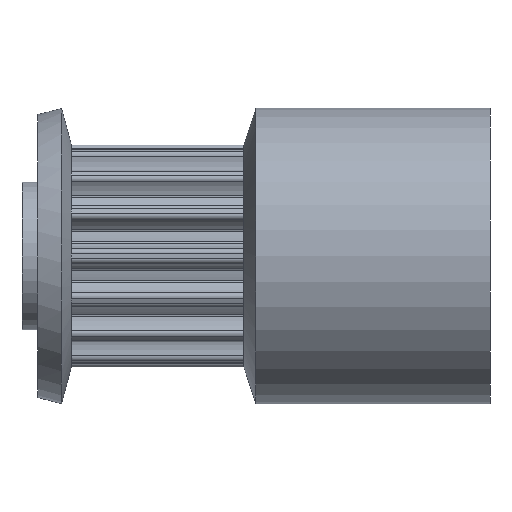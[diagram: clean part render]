
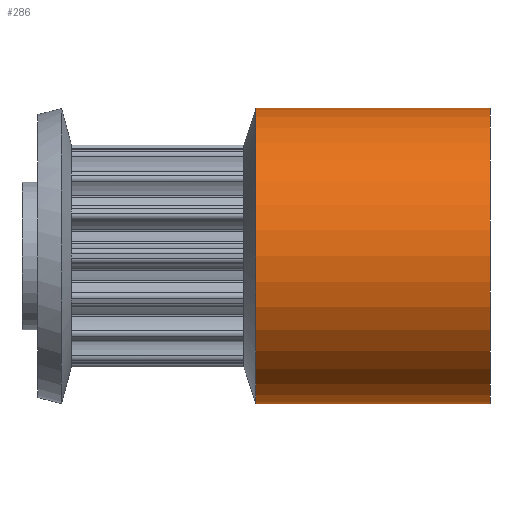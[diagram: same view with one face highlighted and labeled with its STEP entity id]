
A CAD part, front view. The second image highlights one B-rep face of the part: STEP entity #286.
In plain terms, the highlighted cylindrical face has radius 6 mm (diameter 12 mm), a full revolution.
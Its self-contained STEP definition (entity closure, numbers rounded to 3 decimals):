
#286 = ADVANCED_FACE( '', ( #622, #623 ), #624, .T. );
#622 = FACE_OUTER_BOUND( '', #983, .T. );
#623 = FACE_OUTER_BOUND( '', #984, .T. );
#624 = CYLINDRICAL_SURFACE( '', #985, 6. );
#983 = EDGE_LOOP( '', ( #2277 ) );
#984 = EDGE_LOOP( '', ( #2278 ) );
#985 = AXIS2_PLACEMENT_3D( '', #2279, #2280, #2281 );
#2277 = ORIENTED_EDGE( '', *, *, #2451, .F. );
#2278 = ORIENTED_EDGE( '', *, *, #2863, .T. );
#2279 = CARTESIAN_POINT( '', ( 19., 0., 0. ) );
#2280 = DIRECTION( '', ( -1., 0., 0. ) );
#2281 = DIRECTION( '', ( 0., 0., -1. ) );
#2451 = EDGE_CURVE( '', #2903, #2903, #2904, .T. );
#2863 = EDGE_CURVE( '', #3582, #3582, #3583, .T. );
#2903 = VERTEX_POINT( '', #3628 );
#2904 = CIRCLE( '', #3629, 6. );
#3582 = VERTEX_POINT( '', #4425 );
#3583 = CIRCLE( '', #4426, 6. );
#3628 = CARTESIAN_POINT( '', ( 19., 0., -6. ) );
#3629 = AXIS2_PLACEMENT_3D( '', #4473, #4474, #4475 );
#4425 = CARTESIAN_POINT( '', ( 9.5, 0., -6. ) );
#4426 = AXIS2_PLACEMENT_3D( '', #5473, #5474, #5475 );
#4473 = CARTESIAN_POINT( '', ( 19., 0., 0. ) );
#4474 = DIRECTION( '', ( 1., 0., 0. ) );
#4475 = DIRECTION( '', ( 0., 0., -1. ) );
#5473 = CARTESIAN_POINT( '', ( 9.5, 0., 0. ) );
#5474 = DIRECTION( '', ( 1., 0., 0. ) );
#5475 = DIRECTION( '', ( 0., 0., -1. ) );
